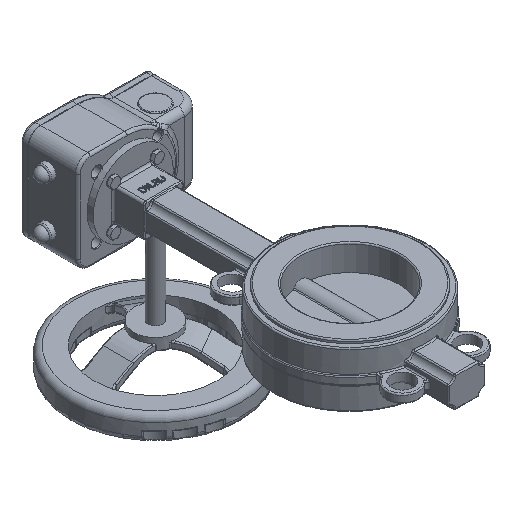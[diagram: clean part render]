
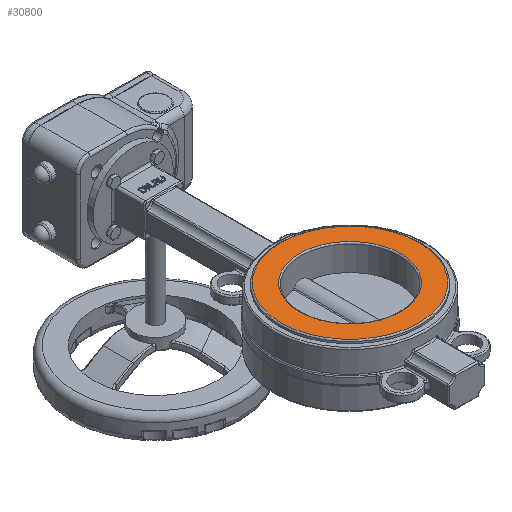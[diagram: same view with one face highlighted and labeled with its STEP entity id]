
A CAD part, isometric view. The second image highlights one B-rep face of the part: STEP entity #30800.
In plain terms, the highlighted planar face has unit normal (0, 0, 1).
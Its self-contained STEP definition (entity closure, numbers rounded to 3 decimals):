
#195=FACE_BOUND('',#8585,.T.);
#418=PLANE('',#33094);
#6644=FACE_OUTER_BOUND('',#8584,.T.);
#8584=EDGE_LOOP('',(#20121));
#8585=EDGE_LOOP('',(#20122));
#10650=CIRCLE('',#33092,41.);
#10652=CIRCLE('',#33095,56.25);
#12447=VERTEX_POINT('',#47284);
#12448=VERTEX_POINT('',#47288);
#15285=EDGE_CURVE('',#12447,#12447,#10650,.T.);
#15287=EDGE_CURVE('',#12448,#12448,#10652,.T.);
#20121=ORIENTED_EDGE('',*,*,#15287,.F.);
#20122=ORIENTED_EDGE('',*,*,#15285,.F.);
#30800=ADVANCED_FACE('',(#6644,#195),#418,.T.);
#33092=AXIS2_PLACEMENT_3D('',#47285,#36834,#36835);
#33094=AXIS2_PLACEMENT_3D('',#47287,#36838,#36839);
#33095=AXIS2_PLACEMENT_3D('',#47289,#36840,#36841);
#36834=DIRECTION('center_axis',(0.,0.,1.));
#36835=DIRECTION('ref_axis',(-1.,0.,0.));
#36838=DIRECTION('center_axis',(0.,0.,1.));
#36839=DIRECTION('ref_axis',(1.,0.,0.));
#36840=DIRECTION('center_axis',(0.,0.,-1.));
#36841=DIRECTION('ref_axis',(-1.,0.,0.));
#47284=CARTESIAN_POINT('',(41.,0.,25.));
#47285=CARTESIAN_POINT('Origin',(0.,0.,25.));
#47287=CARTESIAN_POINT('Origin',(0.,0.,25.));
#47288=CARTESIAN_POINT('',(-56.25,0.,25.));
#47289=CARTESIAN_POINT('Origin',(0.,0.,25.));
